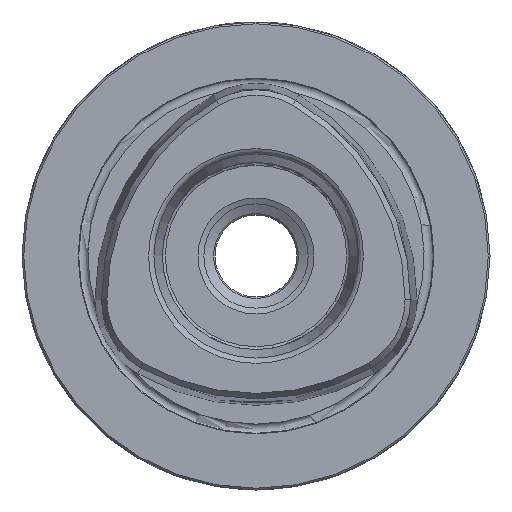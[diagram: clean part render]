
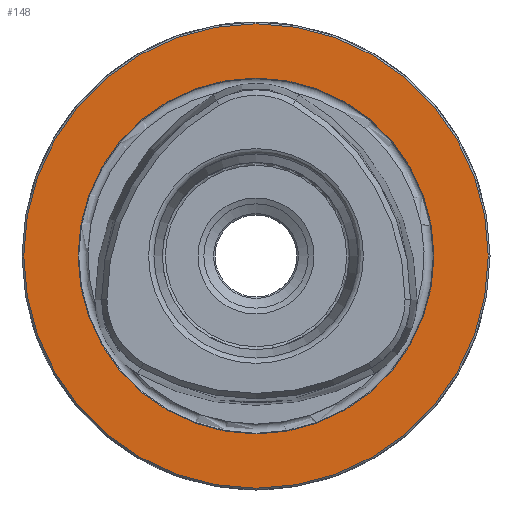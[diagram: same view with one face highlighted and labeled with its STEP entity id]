
A CAD part, left-side view. The second image highlights one B-rep face of the part: STEP entity #148.
In plain terms, the highlighted planar face has unit normal (-1, 0, 0).
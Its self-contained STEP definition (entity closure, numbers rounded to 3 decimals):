
#148 = ADVANCED_FACE( '', ( #388, #389 ), #390, .T. );
#388 = FACE_OUTER_BOUND( '', #759, .T. );
#389 = FACE_BOUND( '', #760, .T. );
#390 = PLANE( '', #761 );
#759 = EDGE_LOOP( '', ( #1168 ) );
#760 = EDGE_LOOP( '', ( #1169 ) );
#761 = AXIS2_PLACEMENT_3D( '', #1170, #1171, #1172 );
#1168 = ORIENTED_EDGE( '', *, *, #1943, .T. );
#1169 = ORIENTED_EDGE( '', *, *, #1944, .F. );
#1170 = CARTESIAN_POINT( '', ( 0., 0., 30.25 ) );
#1171 = DIRECTION( '', ( -1., 0., 0. ) );
#1172 = DIRECTION( '', ( 0., 0., 1. ) );
#1943 = EDGE_CURVE( '', #2281, #2281, #2282, .T. );
#1944 = EDGE_CURVE( '', #2283, #2283, #2284, .T. );
#2281 = VERTEX_POINT( '', #2973 );
#2282 = CIRCLE( '', #2974, 39.7 );
#2283 = VERTEX_POINT( '', #2975 );
#2284 = CIRCLE( '', #2976, 30.414 );
#2973 = CARTESIAN_POINT( '', ( 0., 0., 39.7 ) );
#2974 = AXIS2_PLACEMENT_3D( '', #3961, #3962, #3963 );
#2975 = CARTESIAN_POINT( '', ( 0., 0., 30.414 ) );
#2976 = AXIS2_PLACEMENT_3D( '', #3964, #3965, #3966 );
#3961 = CARTESIAN_POINT( '', ( 0., 0., 0. ) );
#3962 = DIRECTION( '', ( -1., 0., 0. ) );
#3963 = DIRECTION( '', ( 0., 0., 1. ) );
#3964 = CARTESIAN_POINT( '', ( 0., 0., 0. ) );
#3965 = DIRECTION( '', ( -1., 0., 0. ) );
#3966 = DIRECTION( '', ( 0., 0., 1. ) );
